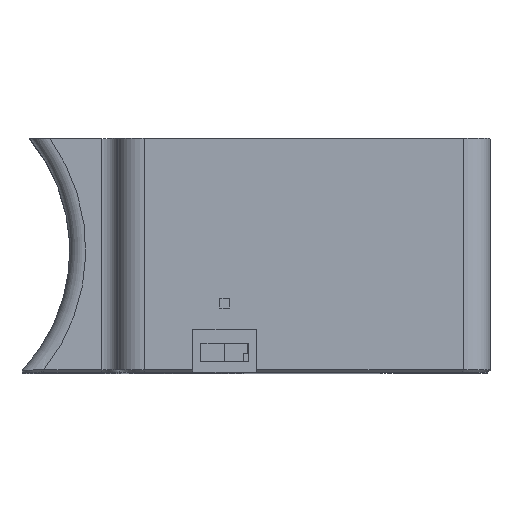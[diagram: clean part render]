
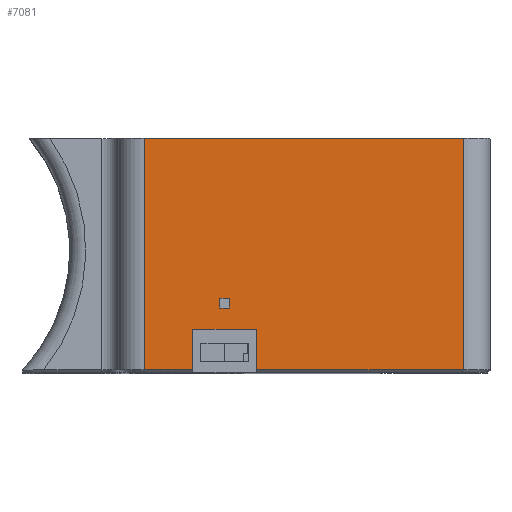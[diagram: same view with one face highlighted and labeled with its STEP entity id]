
A CAD part, top view. The second image highlights one B-rep face of the part: STEP entity #7081.
In plain terms, the highlighted planar face has unit normal (0, 0, 1).
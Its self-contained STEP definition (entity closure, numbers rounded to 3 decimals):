
#221=FACE_BOUND('',#995,.T.);
#565=FACE_OUTER_BOUND('',#994,.T.);
#994=EDGE_LOOP('',(#5527,#5528,#5529,#5530,#5531,#5532,#5533,#5534));
#995=EDGE_LOOP('',(#5535,#5536,#5537,#5538));
#1337=LINE('',#10031,#2150);
#1421=LINE('',#10213,#2234);
#1425=LINE('',#10221,#2238);
#1428=LINE('',#10227,#2241);
#1431=LINE('',#10232,#2244);
#1462=LINE('',#10294,#2275);
#1463=LINE('',#10297,#2276);
#1602=LINE('',#10782,#2415);
#1760=LINE('',#11200,#2573);
#1761=LINE('',#11202,#2574);
#1762=LINE('',#11204,#2575);
#1763=LINE('',#11205,#2576);
#2150=VECTOR('',#8045,10.);
#2234=VECTOR('',#8175,10.);
#2238=VECTOR('',#8181,10.);
#2241=VECTOR('',#8186,10.);
#2244=VECTOR('',#8191,10.);
#2275=VECTOR('',#8246,10.);
#2276=VECTOR('',#8249,10.);
#2415=VECTOR('',#8478,10.);
#2573=VECTOR('',#8830,10.);
#2574=VECTOR('',#8833,10.);
#2575=VECTOR('',#8834,10.);
#2576=VECTOR('',#8835,10.);
#2948=VERTEX_POINT('',#10028);
#2949=VERTEX_POINT('',#10030);
#3023=VERTEX_POINT('',#10211);
#3024=VERTEX_POINT('',#10212);
#3027=VERTEX_POINT('',#10220);
#3029=VERTEX_POINT('',#10226);
#3049=VERTEX_POINT('',#10292);
#3050=VERTEX_POINT('',#10296);
#3190=VERTEX_POINT('',#10696);
#3214=VERTEX_POINT('',#10780);
#3290=VERTEX_POINT('',#11035);
#3332=VERTEX_POINT('',#11203);
#3639=EDGE_CURVE('',#2949,#2948,#1337,.T.);
#3731=EDGE_CURVE('',#3023,#3024,#1421,.T.);
#3735=EDGE_CURVE('',#3027,#3023,#1425,.T.);
#3738=EDGE_CURVE('',#3029,#3027,#1428,.T.);
#3741=EDGE_CURVE('',#3024,#3029,#1431,.T.);
#3772=EDGE_CURVE('',#2948,#3049,#1462,.T.);
#3773=EDGE_CURVE('',#3050,#2949,#1463,.T.);
#3953=EDGE_CURVE('',#3214,#3190,#1602,.T.);
#4140=EDGE_CURVE('',#3190,#3290,#1760,.T.);
#4141=EDGE_CURVE('',#3290,#3049,#1761,.T.);
#4142=EDGE_CURVE('',#3332,#3214,#1762,.T.);
#4143=EDGE_CURVE('',#3050,#3332,#1763,.T.);
#5527=ORIENTED_EDGE('',*,*,#4141,.F.);
#5528=ORIENTED_EDGE('',*,*,#4140,.F.);
#5529=ORIENTED_EDGE('',*,*,#3953,.F.);
#5530=ORIENTED_EDGE('',*,*,#4142,.F.);
#5531=ORIENTED_EDGE('',*,*,#4143,.F.);
#5532=ORIENTED_EDGE('',*,*,#3773,.T.);
#5533=ORIENTED_EDGE('',*,*,#3639,.T.);
#5534=ORIENTED_EDGE('',*,*,#3772,.T.);
#5535=ORIENTED_EDGE('',*,*,#3731,.T.);
#5536=ORIENTED_EDGE('',*,*,#3741,.T.);
#5537=ORIENTED_EDGE('',*,*,#3738,.T.);
#5538=ORIENTED_EDGE('',*,*,#3735,.T.);
#6794=PLANE('',#7549);
#7081=ADVANCED_FACE('',(#565,#221),#6794,.T.);
#7549=AXIS2_PLACEMENT_3D('',#11201,#8831,#8832);
#8045=DIRECTION('',(1.,0.,0.));
#8175=DIRECTION('',(1.,0.,0.));
#8181=DIRECTION('',(0.,1.,0.));
#8186=DIRECTION('',(-1.,0.,0.));
#8191=DIRECTION('',(0.,-1.,0.));
#8246=DIRECTION('',(0.,-1.,0.));
#8249=DIRECTION('',(0.,1.,0.));
#8478=DIRECTION('',(1.,0.,0.));
#8830=DIRECTION('',(0.,-1.,0.));
#8831=DIRECTION('center_axis',(0.,0.,1.));
#8832=DIRECTION('ref_axis',(-1.,0.,0.));
#8833=DIRECTION('',(-1.,0.,0.));
#8834=DIRECTION('',(0.,1.,0.));
#8835=DIRECTION('',(-1.,0.,0.));
#10028=CARTESIAN_POINT('',(26.104,6.147,127.5));
#10030=CARTESIAN_POINT('',(14.104,6.147,127.5));
#10031=CARTESIAN_POINT('',(28.302,6.147,127.5));
#10211=CARTESIAN_POINT('',(19.204,11.9,127.5));
#10212=CARTESIAN_POINT('',(21.004,11.9,127.5));
#10213=CARTESIAN_POINT('',(30.852,11.9,127.5));
#10220=CARTESIAN_POINT('',(19.204,10.1,127.5));
#10221=CARTESIAN_POINT('',(19.204,5.05,127.5));
#10226=CARTESIAN_POINT('',(21.004,10.1,127.5));
#10227=CARTESIAN_POINT('',(31.752,10.1,127.5));
#10232=CARTESIAN_POINT('',(21.004,5.95,127.5));
#10292=CARTESIAN_POINT('',(26.104,-1.5,127.5));
#10294=CARTESIAN_POINT('',(26.104,3.073,127.5));
#10296=CARTESIAN_POINT('',(14.104,-1.5,127.5));
#10297=CARTESIAN_POINT('',(14.104,-1.027,127.5));
#10696=CARTESIAN_POINT('',(65.,42.,127.5));
#10780=CARTESIAN_POINT('',(5.,42.,127.5));
#10782=CARTESIAN_POINT('',(42.5,42.,127.5));
#11035=CARTESIAN_POINT('',(65.,-1.5,127.5));
#11200=CARTESIAN_POINT('',(65.,0.,127.5));
#11201=CARTESIAN_POINT('Origin',(42.5,0.,127.5));
#11202=CARTESIAN_POINT('',(38.75,-1.5,127.5));
#11203=CARTESIAN_POINT('',(5.,-1.5,127.5));
#11204=CARTESIAN_POINT('',(5.,0.,127.5));
#11205=CARTESIAN_POINT('',(38.75,-1.5,127.5));
